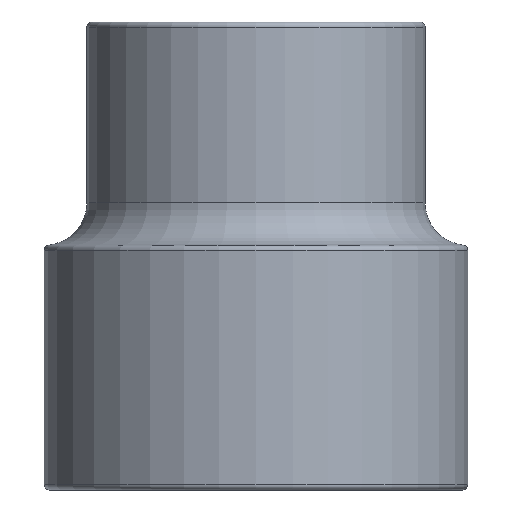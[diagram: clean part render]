
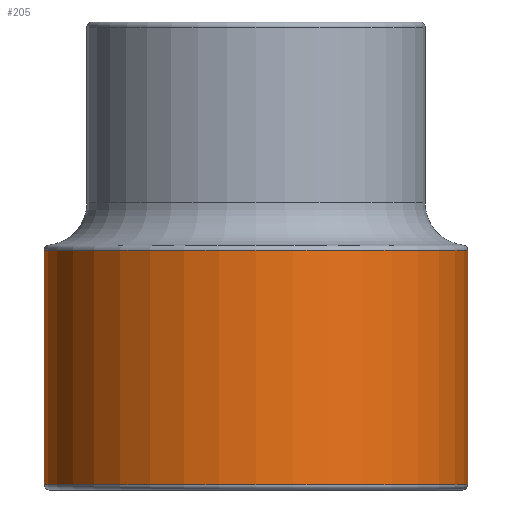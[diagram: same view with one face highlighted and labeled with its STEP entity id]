
A CAD part, front view. The second image highlights one B-rep face of the part: STEP entity #205.
In plain terms, the highlighted cylindrical face has radius 19.9 mm (diameter 39.8 mm), a full revolution.
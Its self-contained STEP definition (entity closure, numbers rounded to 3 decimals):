
#16=LINE('',#376,#20);
#20=VECTOR('',#300,19.9);
#24=CYLINDRICAL_SURFACE('',#240,19.9);
#35=FACE_OUTER_BOUND('',#49,.T.);
#49=EDGE_LOOP('',(#149,#150,#151,#152,#153,#154));
#65=CIRCLE('',#238,19.9);
#66=CIRCLE('',#239,19.9);
#67=CIRCLE('',#241,19.9);
#68=CIRCLE('',#242,19.9);
#89=VERTEX_POINT('',#366);
#90=VERTEX_POINT('',#368);
#91=VERTEX_POINT('',#372);
#92=VERTEX_POINT('',#373);
#111=EDGE_CURVE('',#89,#90,#65,.T.);
#112=EDGE_CURVE('',#90,#89,#66,.T.);
#113=EDGE_CURVE('',#91,#92,#67,.T.);
#114=EDGE_CURVE('',#92,#91,#68,.T.);
#115=EDGE_CURVE('',#92,#90,#16,.T.);
#149=ORIENTED_EDGE('',*,*,#113,.F.);
#150=ORIENTED_EDGE('',*,*,#114,.F.);
#151=ORIENTED_EDGE('',*,*,#115,.T.);
#152=ORIENTED_EDGE('',*,*,#111,.F.);
#153=ORIENTED_EDGE('',*,*,#112,.F.);
#154=ORIENTED_EDGE('',*,*,#115,.F.);
#205=ADVANCED_FACE('',(#35),#24,.T.);
#238=AXIS2_PLACEMENT_3D('',#369,#290,#291);
#239=AXIS2_PLACEMENT_3D('',#370,#292,#293);
#240=AXIS2_PLACEMENT_3D('',#371,#294,#295);
#241=AXIS2_PLACEMENT_3D('',#374,#296,#297);
#242=AXIS2_PLACEMENT_3D('',#375,#298,#299);
#290=DIRECTION('center_axis',(0.,0.,-1.));
#291=DIRECTION('ref_axis',(1.,0.,0.));
#292=DIRECTION('center_axis',(0.,0.,-1.));
#293=DIRECTION('ref_axis',(1.,0.,0.));
#294=DIRECTION('center_axis',(0.,0.,1.));
#295=DIRECTION('ref_axis',(1.,0.,0.));
#296=DIRECTION('center_axis',(0.,0.,1.));
#297=DIRECTION('ref_axis',(-1.,0.,0.));
#298=DIRECTION('center_axis',(0.,0.,1.));
#299=DIRECTION('ref_axis',(-1.,0.,0.));
#300=DIRECTION('',(0.,0.,-1.));
#366=CARTESIAN_POINT('',(-35.1,0.,-20.5));
#368=CARTESIAN_POINT('',(-74.9,0.,-20.5));
#369=CARTESIAN_POINT('Origin',(-55.,0.,-20.5));
#370=CARTESIAN_POINT('Origin',(-55.,0.,-20.5));
#371=CARTESIAN_POINT('Origin',(-55.,0.,0.));
#372=CARTESIAN_POINT('',(-35.1,0.,1.528));
#373=CARTESIAN_POINT('',(-74.9,0.,1.528));
#374=CARTESIAN_POINT('Origin',(-55.,0.,1.528));
#375=CARTESIAN_POINT('Origin',(-55.,0.,1.528));
#376=CARTESIAN_POINT('',(-74.9,0.,0.));
